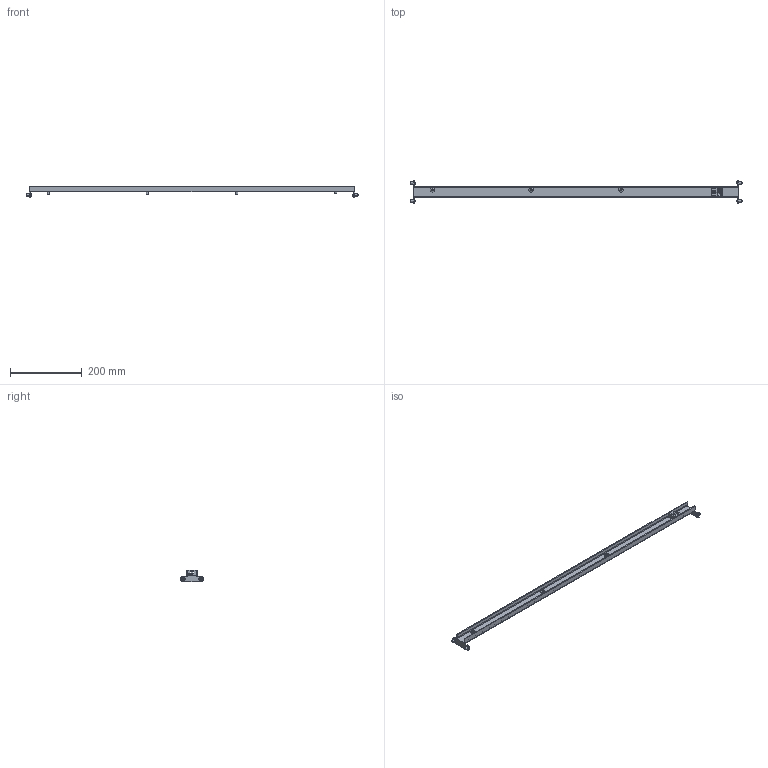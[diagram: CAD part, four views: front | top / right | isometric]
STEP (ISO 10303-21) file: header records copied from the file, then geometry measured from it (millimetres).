
FILE_DESCRIPTION (( 'STEP AP203' ), '1' );
FILE_NAME ('1FO-00-ESDP-100 FORMAT Ïëàíêà ðàçäåëåíèÿ ñåêöèîííûõ äâåðåé â øêàô IEK.STEP', '2025-01-20T12:59:03', ( '' ), ( '' ), 'SwSTEP 2.0', 'SolidWorks 2022', '' );
FILE_SCHEMA (( 'CONFIG_CONTROL_DESIGN' ));
Length unit declared in the file: millimetre
Products named in the file (1): 1FO-00-ESDP-100 FORMAT Планка разделения секционных дверей в шкаф IEK
Bounding box: 924 x 62 x 33 mm (x, y, z)
Volume: 122715.5 mm3; surface area: 128360.7 mm2
Topology: 1 solids, 1 shells, 313 faces, 836 edges, 540 vertices
Faces by surface type: cylinder 172, plane 91, cone 22, torus 14, sphere 14
Entity records: 10105 total; most frequent: CARTESIAN_POINT 2173, ORIENTED_EDGE 1672, DIRECTION 1654, EDGE_CURVE 836, AXIS2_PLACEMENT_3D 623, VERTEX_POINT 540, VECTOR 408, LINE 408
